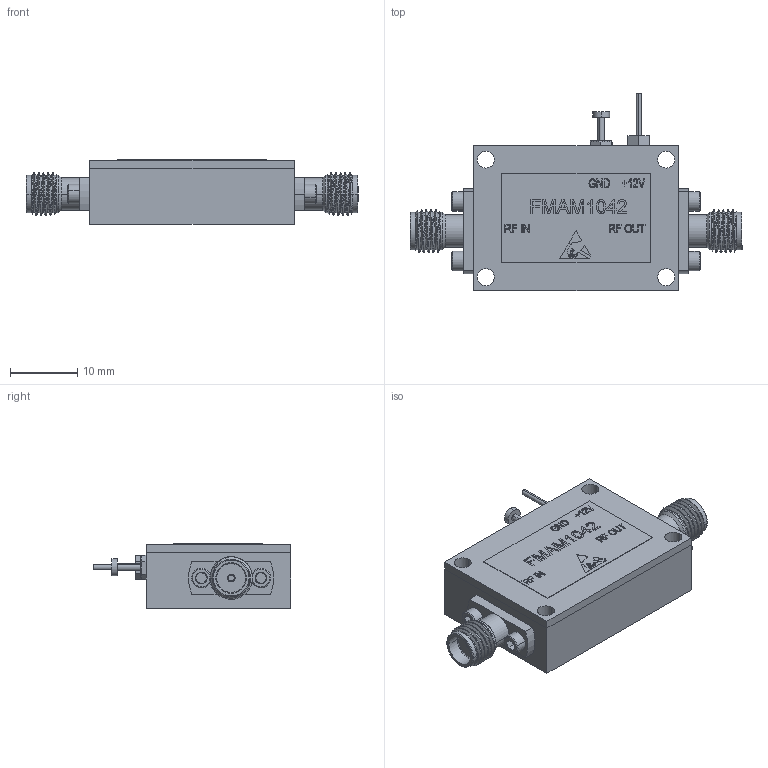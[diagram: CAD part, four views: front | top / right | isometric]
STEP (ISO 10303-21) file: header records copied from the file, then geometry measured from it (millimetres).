
FILE_DESCRIPTION (( 'STEP AP214' ), '1' );
FILE_NAME ('FMAM1042_3D.step', '2026-02-04T21:30:52', ( '' ), ( '' ), 'SwSTEP 2.0', 'SolidWorks 2025', '' );
FILE_SCHEMA (( 'AUTOMOTIVE_DESIGN' ));
Length unit declared in the file: inch
Products named in the file (1): FMAM1042_3D
Bounding box: 49.53 x 29.46 x 9.6 mm (x, y, z)
Volume: 6656.3 mm3; surface area: 3286 mm2
Topology: 1 solids, 1 shells, 612 faces, 1546 edges, 994 vertices
Faces by surface type: plane 355, bspline 104, cone 76, cylinder 73, torus 4
Entity records: 26213 total; most frequent: CARTESIAN_POINT 12297, ORIENTED_EDGE 3092, DIRECTION 2436, EDGE_CURVE 1546, LINE 1034, VECTOR 1034, VERTEX_POINT 994, AXIS2_PLACEMENT_3D 701
